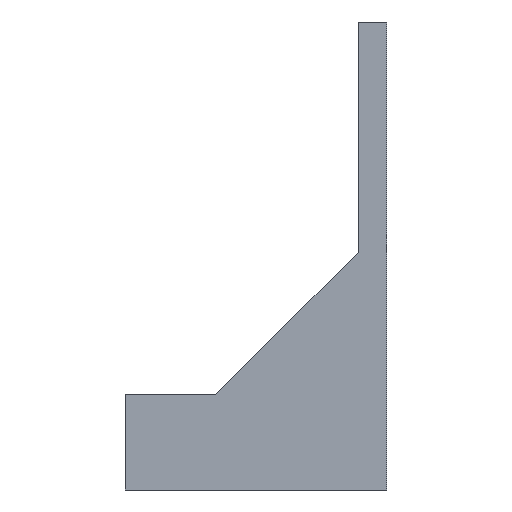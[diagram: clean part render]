
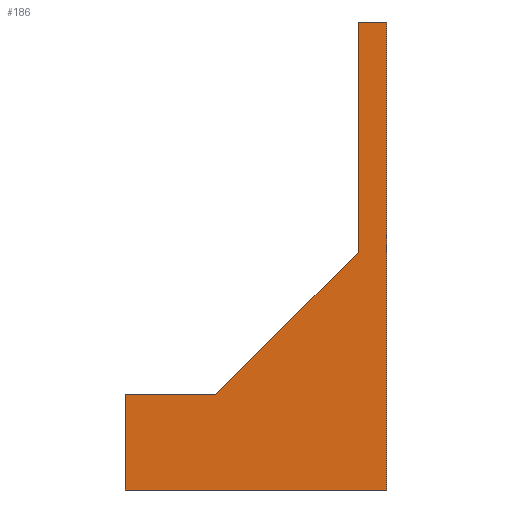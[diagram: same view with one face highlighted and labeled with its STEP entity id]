
A CAD part, front view. The second image highlights one B-rep face of the part: STEP entity #186.
In plain terms, the highlighted planar face has unit normal (0, -1, 0).
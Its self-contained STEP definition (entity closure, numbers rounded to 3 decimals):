
#2 = EDGE_CURVE ( 'NONE', #326, #118, #54, .T. ) ;
#3 = CARTESIAN_POINT ( 'NONE',  ( -2450., -20., -4924.26 ) ) ;
#4 = VECTOR ( 'NONE', #49, 1000. ) ;
#23 = LINE ( 'NONE', #128, #242 ) ;
#26 = LINE ( 'NONE', #3, #197 ) ;
#28 = CARTESIAN_POINT ( 'NONE',  ( -2450., -20., -3924.26 ) ) ;
#43 = LINE ( 'NONE', #323, #100 ) ;
#49 = DIRECTION ( 'NONE',  ( 0., 0., 1. ) ) ;
#54 = LINE ( 'NONE', #237, #291 ) ;
#57 = EDGE_CURVE ( 'NONE', #98, #278, #336, .T. ) ;
#63 = VERTEX_POINT ( 'NONE', #335 ) ;
#65 = EDGE_LOOP ( 'NONE', ( #178, #227, #96, #211, #69, #168, #234 ) ) ;
#69 = ORIENTED_EDGE ( 'NONE', *, *, #82, .F. ) ;
#75 = DIRECTION ( 'NONE',  ( -1., 0., 0. ) ) ;
#81 = DIRECTION ( 'NONE',  ( 0., 0., -1. ) ) ;
#82 = EDGE_CURVE ( 'NONE', #280, #98, #162, .T. ) ;
#90 = VECTOR ( 'NONE', #179, 1000. ) ;
#94 = EDGE_CURVE ( 'NONE', #63, #280, #26, .T. ) ;
#96 = ORIENTED_EDGE ( 'NONE', *, *, #196, .F. ) ;
#98 = VERTEX_POINT ( 'NONE', #125 ) ;
#100 = VECTOR ( 'NONE', #254, 1000. ) ;
#118 = VERTEX_POINT ( 'NONE', #266 ) ;
#125 = CARTESIAN_POINT ( 'NONE',  ( -2450., -20., -3924.26 ) ) ;
#128 = CARTESIAN_POINT ( 'NONE',  ( 300., -20., -4924.26 ) ) ;
#134 = CARTESIAN_POINT ( 'NONE',  ( 0., -20., 0. ) ) ;
#135 = VECTOR ( 'NONE', #137, 1000. ) ;
#137 = DIRECTION ( 'NONE',  ( 0., 0., 1. ) ) ;
#142 = CARTESIAN_POINT ( 'NONE',  ( 0., -20., 0. ) ) ;
#148 = FACE_OUTER_BOUND ( 'NONE', #65, .T. ) ;
#159 = AXIS2_PLACEMENT_3D ( 'NONE', #142, #279, #247 ) ;
#161 = EDGE_CURVE ( 'NONE', #118, #63, #23, .T. ) ;
#162 = LINE ( 'NONE', #28, #4 ) ;
#164 = EDGE_CURVE ( 'NONE', #249, #326, #192, .T. ) ;
#165 = CARTESIAN_POINT ( 'NONE',  ( -1500., -20., -3924.26 ) ) ;
#167 = PLANE ( 'NONE',  #159 ) ;
#168 = ORIENTED_EDGE ( 'NONE', *, *, #94, .F. ) ;
#178 = ORIENTED_EDGE ( 'NONE', *, *, #2, .F. ) ;
#179 = DIRECTION ( 'NONE',  ( 1., 0., 0. ) ) ;
#185 = CARTESIAN_POINT ( 'NONE',  ( -1500., -20., -3924.26 ) ) ;
#186 = ADVANCED_FACE ( 'NONE', ( #148 ), #167, .T. ) ;
#192 = LINE ( 'NONE', #134, #135 ) ;
#196 = EDGE_CURVE ( 'NONE', #278, #249, #43, .T. ) ;
#197 = VECTOR ( 'NONE', #75, 1000. ) ;
#198 = CARTESIAN_POINT ( 'NONE',  ( 0., -20., -2424.26 ) ) ;
#211 = ORIENTED_EDGE ( 'NONE', *, *, #57, .F. ) ;
#227 = ORIENTED_EDGE ( 'NONE', *, *, #164, .F. ) ;
#234 = ORIENTED_EDGE ( 'NONE', *, *, #161, .F. ) ;
#236 = DIRECTION ( 'NONE',  ( 1., 0., 0. ) ) ;
#237 = CARTESIAN_POINT ( 'NONE',  ( 300., -20., 0. ) ) ;
#242 = VECTOR ( 'NONE', #81, 1000. ) ;
#247 = DIRECTION ( 'NONE',  ( 0., 0., -1. ) ) ;
#249 = VERTEX_POINT ( 'NONE', #198 ) ;
#254 = DIRECTION ( 'NONE',  ( 0.707, 0., 0.707 ) ) ;
#266 = CARTESIAN_POINT ( 'NONE',  ( 300., -20., 0. ) ) ;
#278 = VERTEX_POINT ( 'NONE', #165 ) ;
#279 = DIRECTION ( 'NONE',  ( 0., -1., 0. ) ) ;
#280 = VERTEX_POINT ( 'NONE', #292 ) ;
#291 = VECTOR ( 'NONE', #236, 1000. ) ;
#292 = CARTESIAN_POINT ( 'NONE',  ( -2450., -20., -4924.26 ) ) ;
#320 = CARTESIAN_POINT ( 'NONE',  ( 0., -20., 0. ) ) ;
#323 = CARTESIAN_POINT ( 'NONE',  ( 0., -20., -2424.26 ) ) ;
#326 = VERTEX_POINT ( 'NONE', #320 ) ;
#335 = CARTESIAN_POINT ( 'NONE',  ( 300., -20., -4924.26 ) ) ;
#336 = LINE ( 'NONE', #185, #90 ) ;
